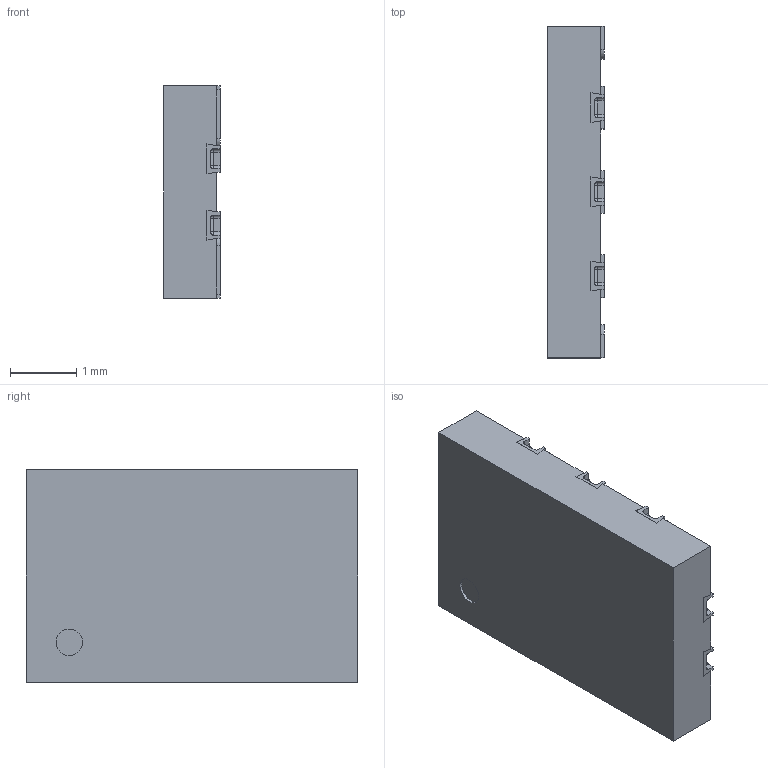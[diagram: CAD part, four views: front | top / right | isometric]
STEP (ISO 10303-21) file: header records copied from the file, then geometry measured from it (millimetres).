
FILE_DESCRIPTION(/* description */ (''),/* implementation_level */ '2;1');
FILE_NAME(/* name */ 'QFN_5032_10pins.stp',/* time_stamp */ '2017-09-15T11:35:24+03:00',/* author */ ('Oleh Se'),/* organization */ (''),/* preprocessor_version */ 'ST-DEVELOPER v15.6',/* originating_system */ 'Autodesk Inventor 2015',/* authorisation */ '');
FILE_SCHEMA (('AUTOMOTIVE_DESIGN { 1 0 10303 214 3 1 1 }'));
Length unit declared in the file: millimetre
Products named in the file (1): QFN_5032_10pins
Bounding box: 0.85 x 5 x 3.2 mm (x, y, z)
Volume: 12.9 mm3; surface area: 46.7 mm2
Topology: 1 solids, 1 shells, 245 faces, 646 edges, 404 vertices
Faces by surface type: plane 154, cylinder 71, sphere 20
Full cylindrical faces by diameter (mm): 0.4 x1
Entity records: 7727 total; most frequent: CARTESIAN_POINT 1295, ORIENTED_EDGE 1290, DIRECTION 1279, EDGE_CURVE 645, LINE 503, VECTOR 503, VERTEX_POINT 404, AXIS2_PLACEMENT_3D 388
